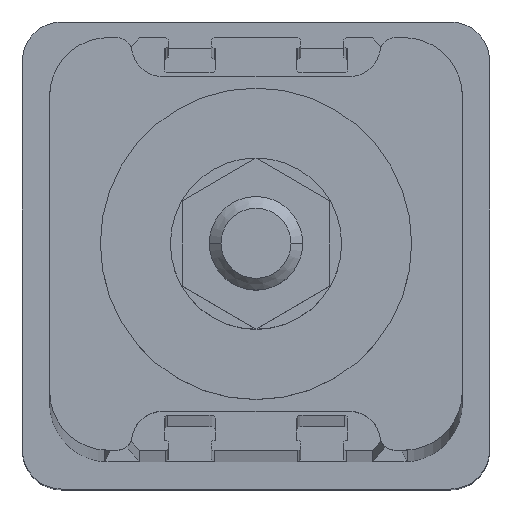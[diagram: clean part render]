
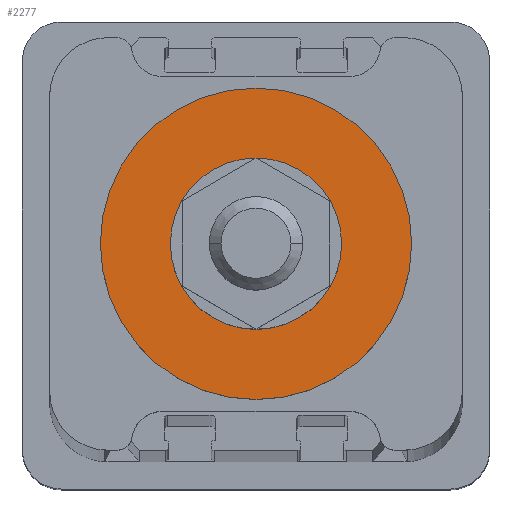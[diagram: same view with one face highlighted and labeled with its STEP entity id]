
A CAD part, top view. The second image highlights one B-rep face of the part: STEP entity #2277.
In plain terms, the highlighted planar face has unit normal (0, 0, 1).
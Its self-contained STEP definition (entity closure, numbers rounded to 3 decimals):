
#153 = EDGE_CURVE ( 'NONE', #1626, #4915, #4752, .T. ) ;
#247 = VERTEX_POINT ( 'NONE', #700 ) ;
#351 = CARTESIAN_POINT ( 'NONE',  ( 0., 0., 840. ) ) ;
#683 = EDGE_LOOP ( 'NONE', ( #4355, #5172 ) ) ;
#700 = CARTESIAN_POINT ( 'NONE',  ( -20., 0., 840. ) ) ;
#838 = DIRECTION ( 'NONE',  ( 0., 0., 1. ) ) ;
#1110 = EDGE_CURVE ( 'NONE', #5750, #247, #4582, .T. ) ;
#1193 = CARTESIAN_POINT ( 'NONE',  ( 0., 0., 840. ) ) ;
#1305 = CARTESIAN_POINT ( 'NONE',  ( 20., 0., 840. ) ) ;
#1413 = DIRECTION ( 'NONE',  ( 1., 0., 0. ) ) ;
#1626 = VERTEX_POINT ( 'NONE', #2377 ) ;
#1666 = DIRECTION ( 'NONE',  ( 1., 0., 0. ) ) ;
#1678 = AXIS2_PLACEMENT_3D ( 'NONE', #3608, #2688, #5990 ) ;
#1884 = AXIS2_PLACEMENT_3D ( 'NONE', #1193, #4474, #1666 ) ;
#2160 = AXIS2_PLACEMENT_3D ( 'NONE', #5803, #2493, #5324 ) ;
#2200 = PLANE ( 'NONE',  #1678 ) ;
#2277 = ADVANCED_FACE ( 'NONE', ( #4260, #3007 ), #2200, .T. ) ;
#2320 = DIRECTION ( 'NONE',  ( 0., 0., 1. ) ) ;
#2377 = CARTESIAN_POINT ( 'NONE',  ( 11., 0., 840. ) ) ;
#2493 = DIRECTION ( 'NONE',  ( 0., 0., 1. ) ) ;
#2595 = EDGE_CURVE ( 'NONE', #4915, #1626, #5293, .T. ) ;
#2688 = DIRECTION ( 'NONE',  ( 0., 0., 1. ) ) ;
#2913 = AXIS2_PLACEMENT_3D ( 'NONE', #351, #2320, #1413 ) ;
#3007 = FACE_OUTER_BOUND ( 'NONE', #5181, .T. ) ;
#3608 = CARTESIAN_POINT ( 'NONE',  ( 0., 0., 840. ) ) ;
#3650 = CARTESIAN_POINT ( 'NONE',  ( 0., 0., 840. ) ) ;
#4125 = DIRECTION ( 'NONE',  ( 1., 0., 0. ) ) ;
#4260 = FACE_BOUND ( 'NONE', #683, .T. ) ;
#4355 = ORIENTED_EDGE ( 'NONE', *, *, #2595, .F. ) ;
#4474 = DIRECTION ( 'NONE',  ( 0., 0., 1. ) ) ;
#4582 = CIRCLE ( 'NONE', #2913, 20. ) ;
#4752 = CIRCLE ( 'NONE', #2160, 11. ) ;
#4915 = VERTEX_POINT ( 'NONE', #5643 ) ;
#5172 = ORIENTED_EDGE ( 'NONE', *, *, #153, .F. ) ;
#5181 = EDGE_LOOP ( 'NONE', ( #5875, #6077 ) ) ;
#5293 = CIRCLE ( 'NONE', #1884, 11. ) ;
#5324 = DIRECTION ( 'NONE',  ( 1., 0., 0. ) ) ;
#5643 = CARTESIAN_POINT ( 'NONE',  ( -11., 0., 840. ) ) ;
#5647 = AXIS2_PLACEMENT_3D ( 'NONE', #3650, #838, #4125 ) ;
#5750 = VERTEX_POINT ( 'NONE', #1305 ) ;
#5803 = CARTESIAN_POINT ( 'NONE',  ( 0., 0., 840. ) ) ;
#5875 = ORIENTED_EDGE ( 'NONE', *, *, #6006, .T. ) ;
#5990 = DIRECTION ( 'NONE',  ( 1., 0., 0. ) ) ;
#6006 = EDGE_CURVE ( 'NONE', #247, #5750, #6038, .T. ) ;
#6038 = CIRCLE ( 'NONE', #5647, 20. ) ;
#6077 = ORIENTED_EDGE ( 'NONE', *, *, #1110, .T. ) ;
